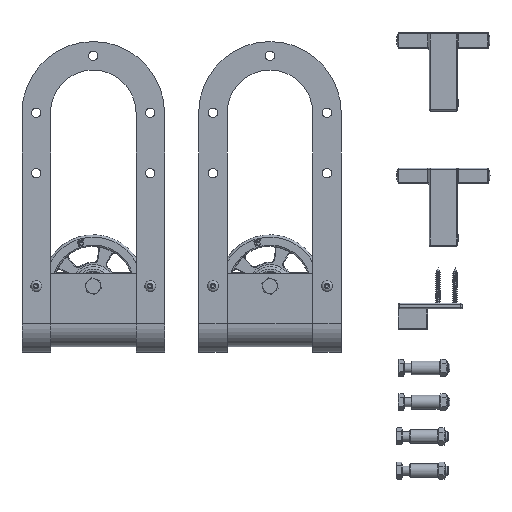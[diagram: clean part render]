
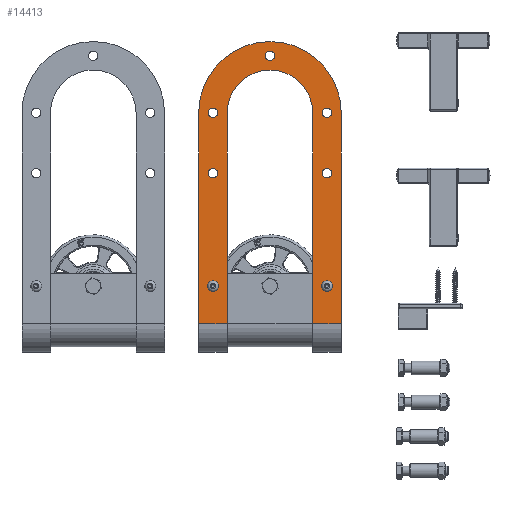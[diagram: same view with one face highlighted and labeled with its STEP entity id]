
A CAD part, front view. The second image highlights one B-rep face of the part: STEP entity #14413.
In plain terms, the highlighted face is planar.
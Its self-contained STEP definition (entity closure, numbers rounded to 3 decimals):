
#949=FACE_BOUND('',#2208,.T.);
#950=FACE_BOUND('',#2209,.T.);
#951=FACE_BOUND('',#2210,.T.);
#952=FACE_BOUND('',#2211,.T.);
#953=FACE_BOUND('',#2212,.T.);
#954=FACE_BOUND('',#2213,.T.);
#955=FACE_BOUND('',#2214,.T.);
#1055=PLANE('',#15946);
#1333=FACE_OUTER_BOUND('',#2207,.T.);
#2207=EDGE_LOOP('',(#9734,#9735,#9736,#9737,#9738,#9739,#9740,#9741));
#2208=EDGE_LOOP('',(#9742,#9743));
#2209=EDGE_LOOP('',(#9744,#9745));
#2210=EDGE_LOOP('',(#9746));
#2211=EDGE_LOOP('',(#9747));
#2212=EDGE_LOOP('',(#9748));
#2213=EDGE_LOOP('',(#9749));
#2214=EDGE_LOOP('',(#9750));
#3186=LINE('',#22958,#4057);
#3191=LINE('',#22970,#4062);
#3192=LINE('',#22974,#4063);
#3193=LINE('',#22976,#4064);
#3194=LINE('',#22978,#4065);
#3195=LINE('',#22981,#4066);
#4057=VECTOR('',#18062,10.);
#4062=VECTOR('',#18077,10.);
#4063=VECTOR('',#18080,10.);
#4064=VECTOR('',#18081,10.);
#4065=VECTOR('',#18082,10.);
#4066=VECTOR('',#18085,10.);
#4896=CIRCLE('',#15879,2.75);
#4897=CIRCLE('',#15880,2.75);
#4900=CIRCLE('',#15884,2.75);
#4901=CIRCLE('',#15885,2.75);
#4917=CIRCLE('',#15911,4.1);
#4920=CIRCLE('',#15915,4.1);
#4927=CIRCLE('',#15925,4.1);
#4930=CIRCLE('',#15929,4.1);
#4933=CIRCLE('',#15933,4.1);
#4940=CIRCLE('',#15947,37.5);
#4941=CIRCLE('',#15948,62.5);
#5973=VERTEX_POINT('',#22803);
#5974=VERTEX_POINT('',#22805);
#5977=VERTEX_POINT('',#22813);
#5978=VERTEX_POINT('',#22815);
#6007=VERTEX_POINT('',#22892);
#6010=VERTEX_POINT('',#22900);
#6017=VERTEX_POINT('',#22920);
#6020=VERTEX_POINT('',#22928);
#6023=VERTEX_POINT('',#22936);
#6029=VERTEX_POINT('',#22952);
#6030=VERTEX_POINT('',#22956);
#6032=VERTEX_POINT('',#22969);
#6033=VERTEX_POINT('',#22971);
#6034=VERTEX_POINT('',#22973);
#6035=VERTEX_POINT('',#22975);
#6036=VERTEX_POINT('',#22977);
#6037=VERTEX_POINT('',#22979);
#7387=EDGE_CURVE('',#5974,#5973,#4896,.T.);
#7388=EDGE_CURVE('',#5973,#5974,#4897,.T.);
#7392=EDGE_CURVE('',#5978,#5977,#4900,.T.);
#7393=EDGE_CURVE('',#5977,#5978,#4901,.T.);
#7430=EDGE_CURVE('',#6007,#6007,#4917,.T.);
#7434=EDGE_CURVE('',#6010,#6010,#4920,.T.);
#7444=EDGE_CURVE('',#6017,#6017,#4927,.T.);
#7448=EDGE_CURVE('',#6020,#6020,#4930,.T.);
#7452=EDGE_CURVE('',#6023,#6023,#4933,.T.);
#7463=EDGE_CURVE('',#6030,#6029,#3186,.T.);
#7469=EDGE_CURVE('',#6032,#6029,#3191,.T.);
#7470=EDGE_CURVE('',#6033,#6032,#4940,.T.);
#7471=EDGE_CURVE('',#6034,#6033,#3192,.T.);
#7472=EDGE_CURVE('',#6034,#6035,#3193,.T.);
#7473=EDGE_CURVE('',#6036,#6035,#3194,.T.);
#7474=EDGE_CURVE('',#6037,#6036,#4941,.T.);
#7475=EDGE_CURVE('',#6030,#6037,#3195,.T.);
#9734=ORIENTED_EDGE('',*,*,#7463,.T.);
#9735=ORIENTED_EDGE('',*,*,#7469,.F.);
#9736=ORIENTED_EDGE('',*,*,#7470,.F.);
#9737=ORIENTED_EDGE('',*,*,#7471,.F.);
#9738=ORIENTED_EDGE('',*,*,#7472,.T.);
#9739=ORIENTED_EDGE('',*,*,#7473,.F.);
#9740=ORIENTED_EDGE('',*,*,#7474,.F.);
#9741=ORIENTED_EDGE('',*,*,#7475,.F.);
#9742=ORIENTED_EDGE('',*,*,#7387,.T.);
#9743=ORIENTED_EDGE('',*,*,#7388,.T.);
#9744=ORIENTED_EDGE('',*,*,#7392,.T.);
#9745=ORIENTED_EDGE('',*,*,#7393,.T.);
#9746=ORIENTED_EDGE('',*,*,#7430,.T.);
#9747=ORIENTED_EDGE('',*,*,#7434,.T.);
#9748=ORIENTED_EDGE('',*,*,#7444,.T.);
#9749=ORIENTED_EDGE('',*,*,#7448,.T.);
#9750=ORIENTED_EDGE('',*,*,#7452,.T.);
#14413=ADVANCED_FACE('',(#1333,#949,#950,#951,#952,#953,#954,#955),#1055,
 .F.);
#15879=AXIS2_PLACEMENT_3D('',#22806,#17903,#17904);
#15880=AXIS2_PLACEMENT_3D('',#22807,#17905,#17906);
#15884=AXIS2_PLACEMENT_3D('',#22816,#17914,#17915);
#15885=AXIS2_PLACEMENT_3D('',#22817,#17916,#17917);
#15911=AXIS2_PLACEMENT_3D('',#22893,#17989,#17990);
#15915=AXIS2_PLACEMENT_3D('',#22901,#17998,#17999);
#15925=AXIS2_PLACEMENT_3D('',#22921,#18021,#18022);
#15929=AXIS2_PLACEMENT_3D('',#22929,#18030,#18031);
#15933=AXIS2_PLACEMENT_3D('',#22937,#18039,#18040);
#15946=AXIS2_PLACEMENT_3D('',#22968,#18075,#18076);
#15947=AXIS2_PLACEMENT_3D('',#22972,#18078,#18079);
#15948=AXIS2_PLACEMENT_3D('',#22980,#18083,#18084);
#17903=DIRECTION('center_axis',(0.,0.,1.));
#17904=DIRECTION('ref_axis',(-1.,0.,0.));
#17905=DIRECTION('center_axis',(0.,0.,1.));
#17906=DIRECTION('ref_axis',(-1.,0.,0.));
#17914=DIRECTION('center_axis',(0.,0.,1.));
#17915=DIRECTION('ref_axis',(-1.,0.,0.));
#17916=DIRECTION('center_axis',(0.,0.,1.));
#17917=DIRECTION('ref_axis',(-1.,0.,0.));
#17989=DIRECTION('center_axis',(0.,0.,1.));
#17990=DIRECTION('ref_axis',(1.,0.,0.));
#17998=DIRECTION('center_axis',(0.,0.,1.));
#17999=DIRECTION('ref_axis',(1.,0.,0.));
#18021=DIRECTION('center_axis',(0.,0.,1.));
#18022=DIRECTION('ref_axis',(1.,0.,0.));
#18030=DIRECTION('center_axis',(0.,0.,1.));
#18031=DIRECTION('ref_axis',(1.,0.,0.));
#18039=DIRECTION('center_axis',(0.,0.,1.));
#18040=DIRECTION('ref_axis',(1.,0.,0.));
#18062=DIRECTION('',(1.,0.,0.));
#18075=DIRECTION('center_axis',(0.,0.,1.));
#18076=DIRECTION('ref_axis',(1.,0.,0.));
#18077=DIRECTION('',(0.,1.,0.));
#18078=DIRECTION('center_axis',(0.,0.,-1.));
#18079=DIRECTION('ref_axis',(1.,0.,0.));
#18080=DIRECTION('',(0.,-1.,0.));
#18081=DIRECTION('',(1.,0.,0.));
#18082=DIRECTION('',(0.,1.,0.));
#18083=DIRECTION('center_axis',(0.,0.,1.));
#18084=DIRECTION('ref_axis',(-1.,0.,0.));
#18085=DIRECTION('',(0.,-1.,0.));
#22803=CARTESIAN_POINT('',(-47.25,152.,0.));
#22805=CARTESIAN_POINT('',(-52.75,152.,0.));
#22806=CARTESIAN_POINT('Origin',(-50.,152.,0.));
#22807=CARTESIAN_POINT('Origin',(-50.,152.,0.));
#22813=CARTESIAN_POINT('',(52.75,152.,0.));
#22815=CARTESIAN_POINT('',(47.25,152.,0.));
#22816=CARTESIAN_POINT('Origin',(50.,152.,0.));
#22817=CARTESIAN_POINT('Origin',(50.,152.,0.));
#22892=CARTESIAN_POINT('',(-54.1,53.,0.));
#22893=CARTESIAN_POINT('Origin',(-50.,53.,0.));
#22900=CARTESIAN_POINT('',(45.9,53.,0.));
#22901=CARTESIAN_POINT('Origin',(50.,53.,0.));
#22920=CARTESIAN_POINT('',(-4.1,-50.,0.));
#22921=CARTESIAN_POINT('Origin',(0.,-50.,0.));
#22928=CARTESIAN_POINT('',(-54.1,0.,0.));
#22929=CARTESIAN_POINT('Origin',(-50.,0.,0.));
#22936=CARTESIAN_POINT('',(45.9,0.,0.));
#22937=CARTESIAN_POINT('Origin',(50.,0.,0.));
#22952=CARTESIAN_POINT('',(-37.5,185.,0.));
#22956=CARTESIAN_POINT('',(-62.5,185.,0.));
#22958=CARTESIAN_POINT('',(-31.25,185.,0.));
#22968=CARTESIAN_POINT('Origin',(0.,-26.306,
0.));
#22969=CARTESIAN_POINT('',(-37.5,0.,0.));
#22970=CARTESIAN_POINT('',(-37.5,0.,0.));
#22971=CARTESIAN_POINT('',(37.5,0.,0.));
#22972=CARTESIAN_POINT('Origin',(0.,0.,0.));
#22973=CARTESIAN_POINT('',(37.5,185.,0.));
#22974=CARTESIAN_POINT('',(37.5,210.,0.));
#22975=CARTESIAN_POINT('',(62.5,185.,0.));
#22976=CARTESIAN_POINT('',(18.75,185.,0.));
#22977=CARTESIAN_POINT('',(62.5,0.,0.));
#22978=CARTESIAN_POINT('',(62.5,0.,0.));
#22979=CARTESIAN_POINT('',(-62.5,0.,0.));
#22980=CARTESIAN_POINT('Origin',(0.,0.,0.));
#22981=CARTESIAN_POINT('',(-62.5,210.,0.));
